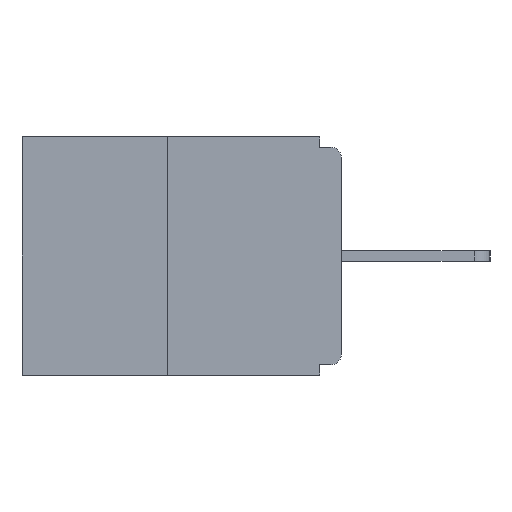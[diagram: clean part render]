
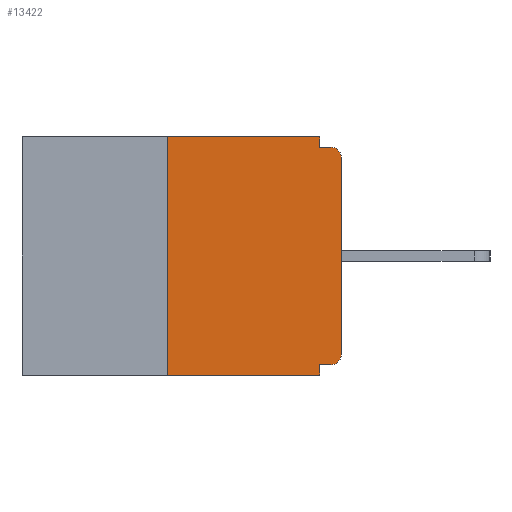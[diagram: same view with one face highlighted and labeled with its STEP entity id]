
A CAD part, left-side view. The second image highlights one B-rep face of the part: STEP entity #13422.
In plain terms, the highlighted planar face has unit normal (-1, 0, 0).
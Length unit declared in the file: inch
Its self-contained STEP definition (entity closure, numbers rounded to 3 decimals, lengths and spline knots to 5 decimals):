
#56 = EDGE_CURVE ( 'NONE', #4815, #2999, #8686, .T. ) ;
#154 = DIRECTION ( 'NONE',  ( 0., 0., -1. ) ) ;
#175 = AXIS2_PLACEMENT_3D ( 'NONE', #19979, #4834, #8387 ) ;
#236 = DIRECTION ( 'NONE',  ( 0., 1., 0. ) ) ;
#370 = DIRECTION ( 'NONE',  ( 0., -1., 0. ) ) ;
#1134 = CARTESIAN_POINT ( 'NONE',  ( 0., 0., 0. ) ) ;
#1312 = VERTEX_POINT ( 'NONE', #17609 ) ;
#1628 = FACE_OUTER_BOUND ( 'NONE', #5197, .T. ) ;
#2000 = CARTESIAN_POINT ( 'NONE',  ( 0., 0.031, 0. ) ) ;
#2440 = VECTOR ( 'NONE', #17999, 39.37008 ) ;
#2505 = VECTOR ( 'NONE', #370, 39.37008 ) ;
#2756 = CARTESIAN_POINT ( 'NONE',  ( 0., 0.46, -0.343 ) ) ;
#2999 = VERTEX_POINT ( 'NONE', #13728 ) ;
#3002 = AXIS2_PLACEMENT_3D ( 'NONE', #21818, #14875, #6260 ) ;
#3703 = VECTOR ( 'NONE', #6414, 39.37008 ) ;
#4068 = CARTESIAN_POINT ( 'NONE',  ( 0., 0.031, -0.328 ) ) ;
#4205 = VERTEX_POINT ( 'NONE', #5691 ) ;
#4311 = ORIENTED_EDGE ( 'NONE', *, *, #10259, .T. ) ;
#4506 = PLANE ( 'NONE',  #175 ) ;
#4815 = VERTEX_POINT ( 'NONE', #7994 ) ;
#4834 = DIRECTION ( 'NONE',  ( 1., 0., 0. ) ) ;
#5197 = EDGE_LOOP ( 'NONE', ( #18851, #18921, #4311, #5739, #18404, #17510, #8050, #15018, #9090, #8477 ) ) ;
#5332 = CARTESIAN_POINT ( 'NONE',  ( 0., 0.015, -0.328 ) ) ;
#5629 = CIRCLE ( 'NONE', #17982, 0.015 ) ;
#5691 = CARTESIAN_POINT ( 'NONE',  ( 0., 0., -0.03 ) ) ;
#5739 = ORIENTED_EDGE ( 'NONE', *, *, #13017, .F. ) ;
#6260 = DIRECTION ( 'NONE',  ( 0., 0., -1. ) ) ;
#6303 = EDGE_CURVE ( 'NONE', #2999, #8127, #15803, .T. ) ;
#6414 = DIRECTION ( 'NONE',  ( 0., -1., 0. ) ) ;
#6434 = LINE ( 'NONE', #13166, #10963 ) ;
#7779 = CARTESIAN_POINT ( 'NONE',  ( 0., 0.015, -0.015 ) ) ;
#7881 = DIRECTION ( 'NONE',  ( 0., 0., 1. ) ) ;
#7979 = CARTESIAN_POINT ( 'NONE',  ( 0., 0., -0.015 ) ) ;
#7994 = CARTESIAN_POINT ( 'NONE',  ( 0., 0.25, 0. ) ) ;
#8050 = ORIENTED_EDGE ( 'NONE', *, *, #14131, .T. ) ;
#8127 = VERTEX_POINT ( 'NONE', #16107 ) ;
#8164 = VERTEX_POINT ( 'NONE', #17654 ) ;
#8226 = LINE ( 'NONE', #1134, #16381 ) ;
#8304 = LINE ( 'NONE', #7979, #3703 ) ;
#8387 = DIRECTION ( 'NONE',  ( 0., 0., -1. ) ) ;
#8477 = ORIENTED_EDGE ( 'NONE', *, *, #6303, .F. ) ;
#8686 = LINE ( 'NONE', #20487, #2505 ) ;
#8739 = LINE ( 'NONE', #10482, #9016 ) ;
#8894 = CARTESIAN_POINT ( 'NONE',  ( 0., 0.015, -0.03 ) ) ;
#8995 = VECTOR ( 'NONE', #236, 39.37008 ) ;
#9016 = VECTOR ( 'NONE', #10270, 39.37008 ) ;
#9090 = ORIENTED_EDGE ( 'NONE', *, *, #12943, .F. ) ;
#9309 = VECTOR ( 'NONE', #14040, 39.37008 ) ;
#9649 = DIRECTION ( 'NONE',  ( 0., 0., 1. ) ) ;
#10259 = EDGE_CURVE ( 'NONE', #19569, #8164, #21429, .T. ) ;
#10270 = DIRECTION ( 'NONE',  ( 0., 0., -1. ) ) ;
#10482 = CARTESIAN_POINT ( 'NONE',  ( 0., 0.031, -0.343 ) ) ;
#10963 = VECTOR ( 'NONE', #7881, 39.37008 ) ;
#11429 = EDGE_CURVE ( 'NONE', #4205, #11486, #5629, .T. ) ;
#11473 = CIRCLE ( 'NONE', #3002, 0.015 ) ;
#11486 = VERTEX_POINT ( 'NONE', #7779 ) ;
#12643 = EDGE_CURVE ( 'NONE', #15684, #20220, #19013, .T. ) ;
#12943 = EDGE_CURVE ( 'NONE', #8127, #11486, #8304, .T. ) ;
#13017 = EDGE_CURVE ( 'NONE', #20220, #8164, #8739, .T. ) ;
#13124 = CARTESIAN_POINT ( 'NONE',  ( 0., 0.25, -0.343 ) ) ;
#13166 = CARTESIAN_POINT ( 'NONE',  ( 0., 0.25, 0. ) ) ;
#13422 = ADVANCED_FACE ( 'NONE', ( #1628 ), #4506, .F. ) ;
#13728 = CARTESIAN_POINT ( 'NONE',  ( 0., 0.031, 0. ) ) ;
#14040 = DIRECTION ( 'NONE',  ( 0., 0., -1. ) ) ;
#14131 = EDGE_CURVE ( 'NONE', #1312, #4205, #8226, .T. ) ;
#14875 = DIRECTION ( 'NONE',  ( -1., 0., 0. ) ) ;
#15018 = ORIENTED_EDGE ( 'NONE', *, *, #11429, .T. ) ;
#15075 = EDGE_CURVE ( 'NONE', #15684, #1312, #11473, .T. ) ;
#15614 = DIRECTION ( 'NONE',  ( -1., 0., 0. ) ) ;
#15684 = VERTEX_POINT ( 'NONE', #5332 ) ;
#15803 = LINE ( 'NONE', #2000, #9309 ) ;
#16107 = CARTESIAN_POINT ( 'NONE',  ( 0., 0.031, -0.015 ) ) ;
#16381 = VECTOR ( 'NONE', #9649, 39.37008 ) ;
#17488 = EDGE_CURVE ( 'NONE', #19569, #4815, #6434, .T. ) ;
#17510 = ORIENTED_EDGE ( 'NONE', *, *, #15075, .T. ) ;
#17609 = CARTESIAN_POINT ( 'NONE',  ( 0., 0., -0.313 ) ) ;
#17654 = CARTESIAN_POINT ( 'NONE',  ( 0., 0.031, -0.343 ) ) ;
#17982 = AXIS2_PLACEMENT_3D ( 'NONE', #8894, #15614, #154 ) ;
#17999 = DIRECTION ( 'NONE',  ( 0., -1., 0. ) ) ;
#18404 = ORIENTED_EDGE ( 'NONE', *, *, #12643, .F. ) ;
#18851 = ORIENTED_EDGE ( 'NONE', *, *, #56, .F. ) ;
#18921 = ORIENTED_EDGE ( 'NONE', *, *, #17488, .F. ) ;
#19013 = LINE ( 'NONE', #20358, #8995 ) ;
#19569 = VERTEX_POINT ( 'NONE', #13124 ) ;
#19979 = CARTESIAN_POINT ( 'NONE',  ( 0., 0.46, 0. ) ) ;
#20220 = VERTEX_POINT ( 'NONE', #4068 ) ;
#20358 = CARTESIAN_POINT ( 'NONE',  ( 0., 0., -0.328 ) ) ;
#20487 = CARTESIAN_POINT ( 'NONE',  ( 0., 0.46, 0. ) ) ;
#21429 = LINE ( 'NONE', #2756, #2440 ) ;
#21818 = CARTESIAN_POINT ( 'NONE',  ( 0., 0.015, -0.313 ) ) ;
